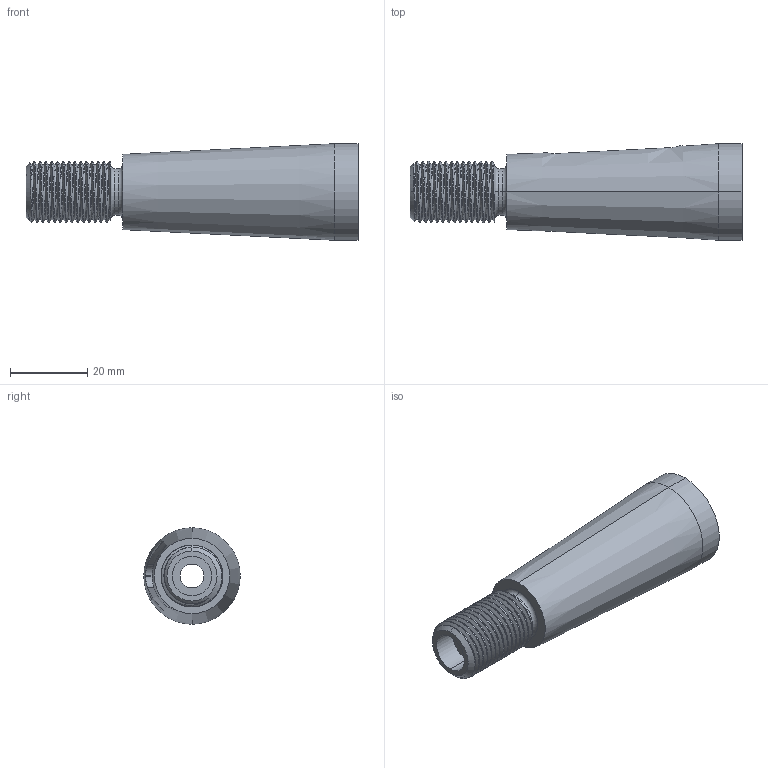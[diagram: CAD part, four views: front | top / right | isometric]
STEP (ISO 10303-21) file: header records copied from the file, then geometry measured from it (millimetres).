
FILE_DESCRIPTION (( 'STEP AP214' ), '1' );
FILE_NAME ('PUS_027 adaptateur arbre SIREM ISO.STEP', '2024-03-13T13:54:04', ( '' ), ( '' ), 'SwSTEP 2.0', 'SolidWorks 2024', '' );
FILE_SCHEMA (( 'AUTOMOTIVE_DESIGN' ));
Length unit declared in the file: millimetre
Products named in the file (1): PUS_027 adaptateur arbre SIREM ISO
Bounding box: 86 x 25 x 25 mm (x, y, z)
Volume: 18036.4 mm3; surface area: 10087.2 mm2
Topology: 1 solids, 1 shells, 99 faces, 265 edges, 171 vertices
Faces by surface type: cylinder 58, plane 22, torus 11, cone 5, bspline 3
Entity records: 9208 total; most frequent: CARTESIAN_POINT 6865, ORIENTED_EDGE 530, DIRECTION 443, EDGE_CURVE 265, VERTEX_POINT 171, AXIS2_PLACEMENT_3D 171, EDGE_LOOP 106, VECTOR 101
